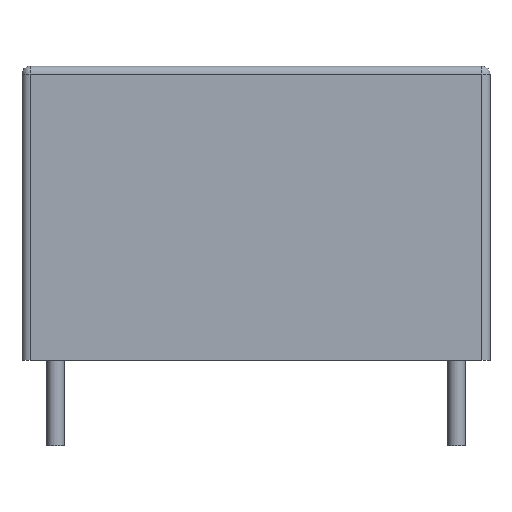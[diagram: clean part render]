
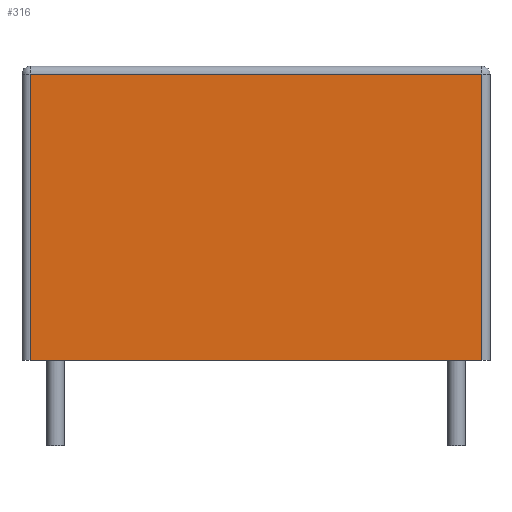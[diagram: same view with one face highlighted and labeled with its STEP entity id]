
A CAD part, front view. The second image highlights one B-rep face of the part: STEP entity #316.
In plain terms, the highlighted planar face has unit normal (0, -1, 0).
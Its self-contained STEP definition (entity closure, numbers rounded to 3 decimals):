
#26=PLANE($,#363);
#38=LINE($,#530,#58);
#40=LINE($,#533,#60);
#47=LINE($,#549,#67);
#51=LINE($,#558,#71);
#58=VECTOR($,#427,10.7);
#60=VECTOR($,#431,16.9);
#67=VECTOR($,#448,10.7);
#71=VECTOR($,#462,16.9);
#98=FACE_OUTER_BOUND($,#122,.T.);
#122=EDGE_LOOP($,(#276,#277,#278,#279));
#152=VERTEX_POINT($,#487);
#158=VERTEX_POINT($,#501);
#167=VERTEX_POINT($,#528);
#170=VERTEX_POINT($,#545);
#196=EDGE_CURVE($,#167,#158,#38,.T.);
#198=EDGE_CURVE($,#158,#152,#40,.T.);
#207=EDGE_CURVE($,#152,#170,#47,.T.);
#211=EDGE_CURVE($,#170,#167,#51,.T.);
#276=ORIENTED_EDGE($,*,*,#196,.F.);
#277=ORIENTED_EDGE($,*,*,#211,.F.);
#278=ORIENTED_EDGE($,*,*,#207,.F.);
#279=ORIENTED_EDGE($,*,*,#198,.F.);
#316=ADVANCED_FACE($,(#98),#26,.T.);
#363=AXIS2_PLACEMENT_3D($,#557,#460,#461);
#427=DIRECTION($,(0.,0.,1.));
#431=DIRECTION($,(1.,0.,0.));
#448=DIRECTION($,(0.,0.,-1.));
#460=DIRECTION('center_axis',(0.,-1.,0.));
#461=DIRECTION('ref_axis',(0.,0.,-1.));
#462=DIRECTION($,(-1.,0.,0.));
#487=CARTESIAN_POINT('',(8.45,-2.5,10.7));
#501=CARTESIAN_POINT('',(-8.45,-2.5,10.7));
#528=CARTESIAN_POINT('',(-8.45,-2.5,0.));
#530=CARTESIAN_POINT($,(-8.45,-2.5,0.));
#533=CARTESIAN_POINT($,(4.375,-2.5,10.7));
#545=CARTESIAN_POINT('',(8.45,-2.5,0.));
#549=CARTESIAN_POINT($,(8.45,-2.5,0.));
#557=CARTESIAN_POINT('Origin',(8.75,-2.5,0.));
#558=CARTESIAN_POINT($,(8.75,-2.5,0.));
